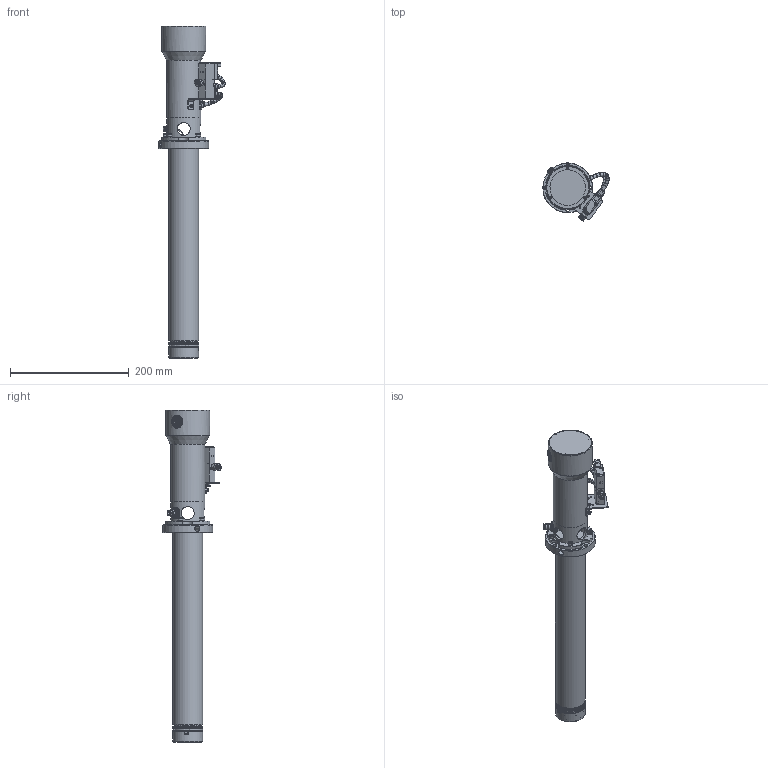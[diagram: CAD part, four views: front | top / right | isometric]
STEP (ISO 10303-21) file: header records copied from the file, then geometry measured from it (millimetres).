
FILE_DESCRIPTION(/* description */ (''),/* implementation_level */ '2;1');
FILE_NAME(/* name */ 'RSH-01X0XX_A_1.stp',/* time_stamp */ '2026-03-10T16:53:49-04:00',/* author */ (''),/* organization */ (''),/* preprocessor_version */ 'ST-DEVELOPER v20',/* originating_system */ 'SIEMENS PLM Software NX2406.8100',/* authorisation */ '');
FILE_SCHEMA (('AUTOMOTIVE_DESIGN { 1 0 10303 214 3 1 1 1 }'));
Products named in the file (1): RSH-01X0XX_A_1
Bounding box: 111.79 x 98.24 x 559.3 mm (x, y, z)
Volume: 726542.6 mm3; surface area: 236470.2 mm2
Topology: 33 solids, 41 shells, 2140 faces, 5769 edges, 3768 vertices
Faces by surface type: cylinder 870, plane 739, cone 279, bspline 136, torus 106, sphere 10
Full cylindrical faces by diameter (mm): 2 x3, 2.3 x3, 2.5 x10, 3 x6, 3.2 x5, 3.3 x4, 3.99 x3, 4 x2, 4.5 x4, 5 x3, 5.5 x4, 6 x5, 6.6 x1, 6.95 x5, 7.1 x1, 8 x3, 8.5 x5, 8.613 x2, 9.728 x2, 10 x5, 11.5 x1, 13.05 x1, 22 x4, 33 x1, 36.4 x1, 37 x1, 42.3 x1, 45.5 x1, 46 x2, 46.8 x1
Entity records: 89606 total; most frequent: CARTESIAN_POINT 35824, ORIENTED_EDGE 10864, DIRECTION 9459, EDGE_CURVE 5432, VERTEX_POINT 3885, AXIS2_PLACEMENT_3D 3851, EDGE_LOOP 2705, ADVANCED_FACE 2138
